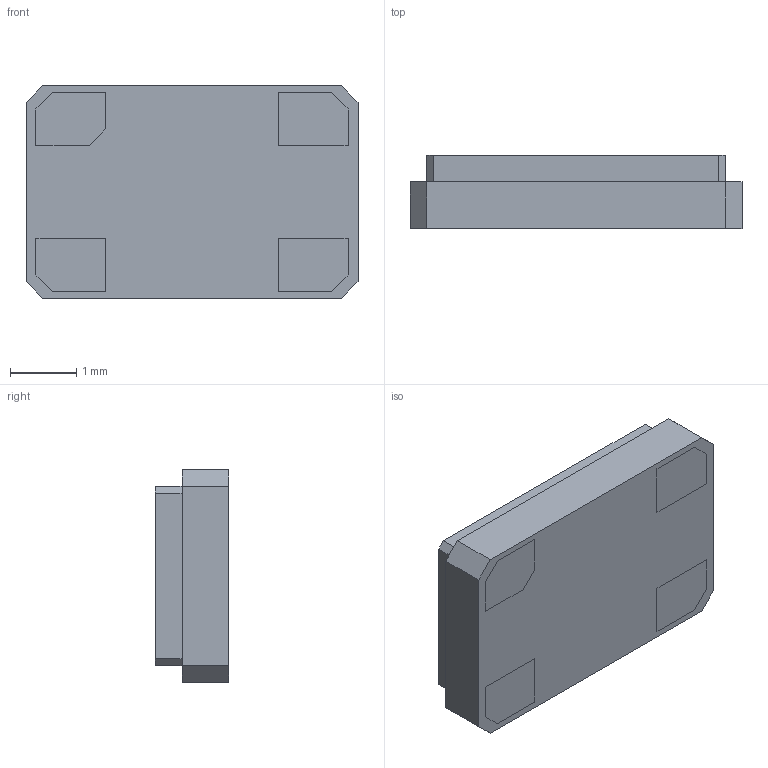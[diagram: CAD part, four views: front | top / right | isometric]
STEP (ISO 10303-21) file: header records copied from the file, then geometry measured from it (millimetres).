
FILE_DESCRIPTION(('CAx-IF Rec.Pracs.---Model Styling and Organization---1.5---2016-08-15','CAx-IF Rec.Pracs.---Geometric and Assembly Validation Properties---4.4---2016-08-17','CAx-IF Rec.Pracs.---User Defined Attributes---1.5---2016-08-15','CAx-IF Rec.Pracs.---External References---2.1---2005-01-19'),'2;1');
FILE_NAME('568918.step','2023-11-26T14:07:25',('Unspecified'),('Unspecified'),'CAD Exchanger 3.10.2 (cadexchanger.com)','Unspecified','');
FILE_SCHEMA(('AUTOMOTIVE_DESIGN { 1 0 10303 214 1 1 1 1 }'));
Length unit declared in the file: millimetre
Products named in the file (1): ABM3B-8.000MHZ-10-1-U-T
Bounding box: 5 x 1.1 x 3.2 mm (x, y, z)
Volume: 16 mm3; surface area: 93.2 mm2
Topology: 6 solids, 6 shells, 74 faces, 174 edges, 116 vertices
Faces by surface type: plane 74
Entity records: 2239 total; most frequent: CARTESIAN_POINT 365, ORIENTED_EDGE 348, DIRECTION 324, EDGE_CURVE 174, LINE 174, VECTOR 174, VERTEX_POINT 116, FACE_BOUND 78
